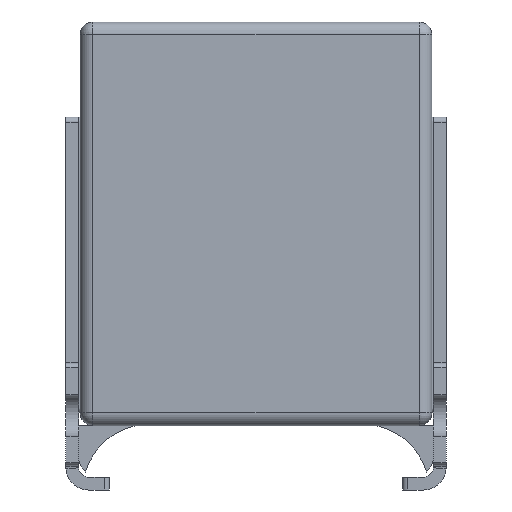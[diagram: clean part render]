
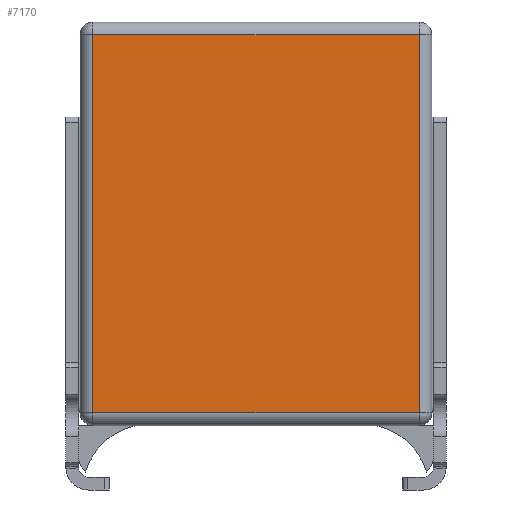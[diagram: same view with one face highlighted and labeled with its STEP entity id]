
A CAD part, front view. The second image highlights one B-rep face of the part: STEP entity #7170.
In plain terms, the highlighted planar face has unit normal (0, -1, 0).
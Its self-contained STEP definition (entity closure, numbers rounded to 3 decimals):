
#77=PLANE('',#7557);
#314=LINE('',#9884,#798);
#317=LINE('',#9891,#801);
#330=LINE('',#9937,#814);
#333=LINE('',#9943,#817);
#798=VECTOR('',#8316,1000.);
#801=VECTOR('',#8323,1000.);
#814=VECTOR('',#8376,1000.);
#817=VECTOR('',#8383,1000.);
#1526=ORIENTED_EDGE('',*,*,#2951,.T.);
#1527=ORIENTED_EDGE('',*,*,#2923,.T.);
#1528=ORIENTED_EDGE('',*,*,#2919,.T.);
#1529=ORIENTED_EDGE('',*,*,#2947,.T.);
#2919=EDGE_CURVE('',#3633,#3638,#314,.T.);
#2923=EDGE_CURVE('',#3641,#3633,#317,.T.);
#2947=EDGE_CURVE('',#3638,#3653,#330,.T.);
#2951=EDGE_CURVE('',#3653,#3641,#333,.T.);
#3633=VERTEX_POINT('',#9866);
#3638=VERTEX_POINT('',#9882);
#3641=VERTEX_POINT('',#9889);
#3653=VERTEX_POINT('',#9935);
#4351=EDGE_LOOP('',(#1526,#1527,#1528,#1529));
#4663=FACE_BOUND('',#4351,.T.);
#7170=ADVANCED_FACE('',(#4663),#77,.T.);
#7557=AXIS2_PLACEMENT_3D('',#9952,#8398,#8399);
#8316=DIRECTION('',(0.,0.,1.));
#8323=DIRECTION('',(1.,0.,0.));
#8376=DIRECTION('',(-1.,0.,0.));
#8383=DIRECTION('',(0.,0.,-1.));
#8398=DIRECTION('',(0.,-1.,0.));
#8399=DIRECTION('',(0.,0.,-1.));
#9866=CARTESIAN_POINT('',(3.17,-4.325,-3.675));
#9882=CARTESIAN_POINT('',(3.17,-4.325,3.675));
#9884=CARTESIAN_POINT('',(3.17,-4.325,3.925));
#9889=CARTESIAN_POINT('',(-3.17,-4.325,-3.675));
#9891=CARTESIAN_POINT('',(3.42,-4.325,-3.675));
#9935=CARTESIAN_POINT('',(-3.17,-4.325,3.675));
#9937=CARTESIAN_POINT('',(-3.42,-4.325,3.675));
#9943=CARTESIAN_POINT('',(-3.17,-4.325,-3.925));
#9952=CARTESIAN_POINT('',(0.,-4.325,0.));
